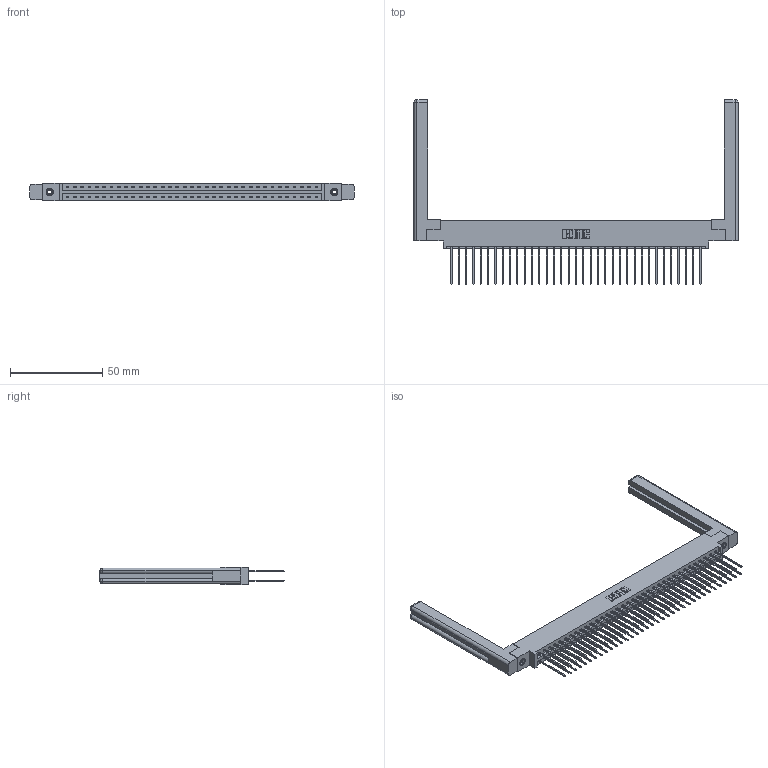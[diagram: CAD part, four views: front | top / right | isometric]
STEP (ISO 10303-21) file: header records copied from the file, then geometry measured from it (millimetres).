
FILE_DESCRIPTION (( 'STEP AP203' ), '1' );
FILE_NAME ('337-070-541-858.STEP', '2019-10-15T10:59:46', ( '' ), ( '' ), 'SwSTEP 2.0', 'SolidWorks 2016', '' );
FILE_SCHEMA (( 'CONFIG_CONTROL_DESIGN' ));
Length unit declared in the file: inch
Products named in the file (5): 337-070-541-858; 307-220-058; 337 Part_0.170 Offset - 0.156 Dia-TI; 345-292-001_345-293-141; 345-250-001_345-250-001-102
Assembly tree (75 placements, depth 2):
  337-070-541-858
    337 Part_0.170 Offset - 0.156 Dia-TI
    345-292-001_345-293-141  x70
    345-250-001_345-250-001-102  x2
    307-220-058  x2
Bounding box: 175.31 x 99.7 x 9.4 mm (x, y, z)
Volume: 25808.9 mm3; surface area: 28205 mm2
Topology: 75 solids, 75 shells, 4040 faces, 11947 edges, 7858 vertices
Faces by surface type: plane 2818, cylinder 1198, cone 12, torus 12
Entity records: 30826 total; most frequent: CARTESIAN_POINT 5209, ORIENTED_EDGE 5084, DIRECTION 4458, EDGE_CURVE 2542, VECTOR 2366, LINE 2366, VERTEX_POINT 1686, AXIS2_PLACEMENT_3D 1046
